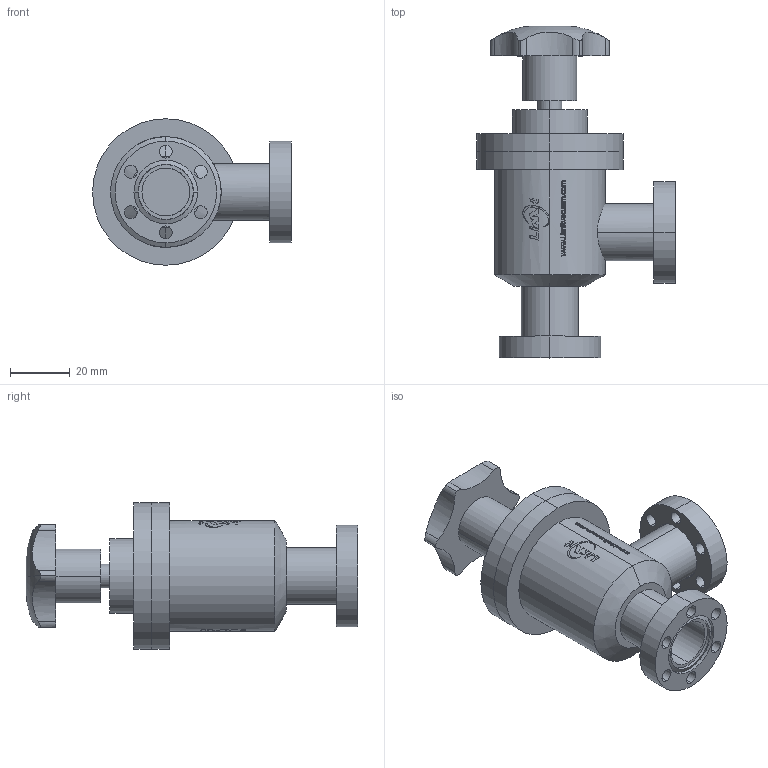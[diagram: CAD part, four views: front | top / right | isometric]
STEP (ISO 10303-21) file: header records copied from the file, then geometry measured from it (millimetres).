
FILE_DESCRIPTION (( 'STEP AP214' ), '1' );
FILE_NAME ('CC-DN16.STEP', '2024-05-20T09:19:57', ( '' ), ( '' ), 'SwSTEP 2.0', 'SolidWorks 2020', '' );
FILE_SCHEMA (( 'AUTOMOTIVE_DESIGN' ));
Length unit declared in the file: millimetre
Products named in the file (1): CC-DN16
Bounding box: 66.5 x 111 x 49 mm (x, y, z)
Volume: 82855.5 mm3; surface area: 32166.4 mm2
Topology: 5 solids, 5 shells, 646 faces, 1724 edges, 1145 vertices
Faces by surface type: bspline 296, plane 207, cylinder 131, cone 10, torus 2
Entity records: 53881 total; most frequent: CARTESIAN_POINT 40487, ORIENTED_EDGE 3448, EDGE_CURVE 1724, DIRECTION 1561, VERTEX_POINT 1145, B_SPLINE_CURVE_WITH_KNOTS 1129, EDGE_LOOP 735, ADVANCED_FACE 646
